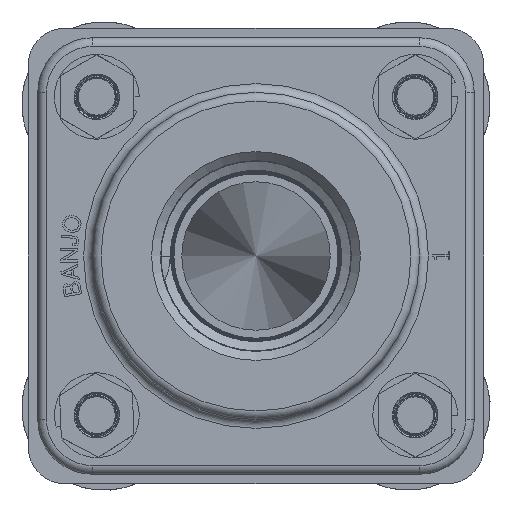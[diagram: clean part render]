
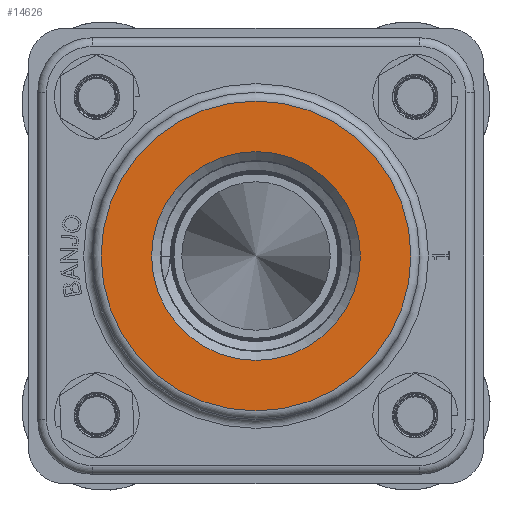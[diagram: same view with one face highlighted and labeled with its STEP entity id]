
A CAD part, left-side view. The second image highlights one B-rep face of the part: STEP entity #14626.
In plain terms, the highlighted face is planar.
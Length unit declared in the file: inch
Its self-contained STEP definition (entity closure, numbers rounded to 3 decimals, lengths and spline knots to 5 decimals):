
#548=FACE_BOUND('',#2589,.T.);
#910=PLANE('',#15847);
#1666=FACE_OUTER_BOUND('',#2588,.T.);
#2588=EDGE_LOOP('',(#13212,#13213));
#2589=EDGE_LOOP('',(#13214));
#3036=CIRCLE('',#15837,1.065);
#3041=CIRCLE('',#15842,1.065);
#3045=CIRCLE('',#15848,0.7175);
#7285=VERTEX_POINT('',#30380);
#7286=VERTEX_POINT('',#30381);
#7293=VERTEX_POINT('',#30400);
#9282=EDGE_CURVE('',#7285,#7286,#3036,.T.);
#9287=EDGE_CURVE('',#7286,#7285,#3041,.T.);
#9292=EDGE_CURVE('',#7293,#7293,#3045,.T.);
#13212=ORIENTED_EDGE('',*,*,#9282,.F.);
#13213=ORIENTED_EDGE('',*,*,#9287,.F.);
#13214=ORIENTED_EDGE('',*,*,#9292,.F.);
#14626=ADVANCED_FACE('',(#1666,#548),#910,.T.);
#15837=AXIS2_PLACEMENT_3D('',#30382,#19066,#19067);
#15842=AXIS2_PLACEMENT_3D('',#30390,#19076,#19077);
#15847=AXIS2_PLACEMENT_3D('',#30399,#19087,#19088);
#15848=AXIS2_PLACEMENT_3D('',#30401,#19089,#19090);
#19066=DIRECTION('center_axis',(-1.,0.,0.));
#19067=DIRECTION('ref_axis',(0.,-1.,0.));
#19076=DIRECTION('center_axis',(-1.,0.,0.));
#19077=DIRECTION('ref_axis',(0.,-1.,0.));
#19087=DIRECTION('center_axis',(1.,0.,0.));
#19088=DIRECTION('ref_axis',(0.,0.,-1.));
#19089=DIRECTION('center_axis',(1.,0.,0.));
#19090=DIRECTION('ref_axis',(0.,-1.,0.));
#30380=CARTESIAN_POINT('',(1.15,1.065,0.));
#30381=CARTESIAN_POINT('',(1.15,0.,1.065));
#30382=CARTESIAN_POINT('Origin',(1.15,0.,0.));
#30390=CARTESIAN_POINT('Origin',(1.15,0.,0.));
#30399=CARTESIAN_POINT('Origin',(1.15,0.6575,0.));
#30400=CARTESIAN_POINT('',(1.15,0.7175,0.));
#30401=CARTESIAN_POINT('Origin',(1.15,0.,0.));
